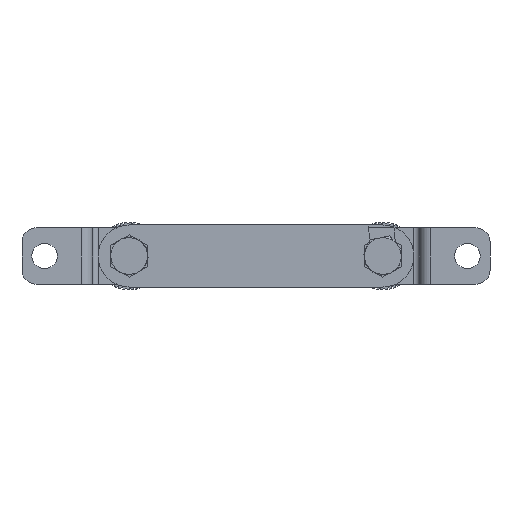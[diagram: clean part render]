
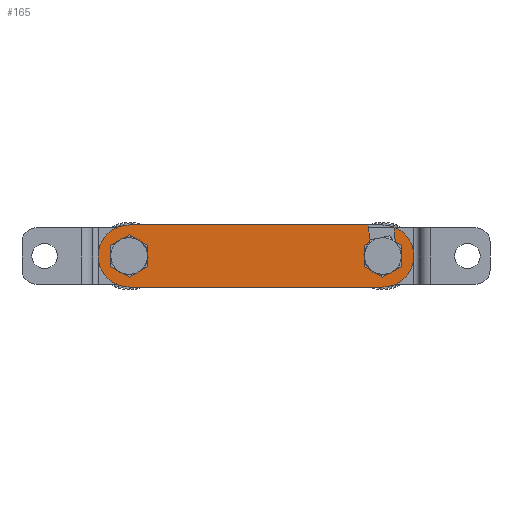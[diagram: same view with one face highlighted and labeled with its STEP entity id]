
A CAD part, front view. The second image highlights one B-rep face of the part: STEP entity #165.
In plain terms, the highlighted planar face has unit normal (0, -1, 0).
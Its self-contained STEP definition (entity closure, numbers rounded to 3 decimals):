
#165=ADVANCED_FACE('',(#859,#860),#861,.T.);
#859=FACE_OUTER_BOUND('',#2254,.T.);
#860=FACE_BOUND('',#2255,.T.);
#861=PLANE('',#2256);
#2254=EDGE_LOOP('',(#3720,#3721,#3722,#3723,#3724,#3725,#3726,#3727,#3728,#3729,#3730,#3731));
#2255=EDGE_LOOP('',(#3732,#3733,#3734,#3735,#3736,#3737));
#2256=AXIS2_PLACEMENT_3D('',#3738,#3739,#3740);
#3720=ORIENTED_EDGE('',*,*,#9130,.F.);
#3721=ORIENTED_EDGE('',*,*,#9131,.F.);
#3722=ORIENTED_EDGE('',*,*,#9132,.F.);
#3723=ORIENTED_EDGE('',*,*,#9133,.F.);
#3724=ORIENTED_EDGE('',*,*,#9134,.F.);
#3725=ORIENTED_EDGE('',*,*,#9135,.F.);
#3726=ORIENTED_EDGE('',*,*,#9136,.F.);
#3727=ORIENTED_EDGE('',*,*,#9107,.F.);
#3728=ORIENTED_EDGE('',*,*,#9103,.F.);
#3729=ORIENTED_EDGE('',*,*,#9122,.F.);
#3730=ORIENTED_EDGE('',*,*,#9118,.F.);
#3731=ORIENTED_EDGE('',*,*,#9137,.F.);
#3732=ORIENTED_EDGE('',*,*,#9138,.F.);
#3733=ORIENTED_EDGE('',*,*,#9139,.F.);
#3734=ORIENTED_EDGE('',*,*,#9140,.F.);
#3735=ORIENTED_EDGE('',*,*,#9141,.F.);
#3736=ORIENTED_EDGE('',*,*,#9142,.F.);
#3737=ORIENTED_EDGE('',*,*,#9143,.F.);
#3738=CARTESIAN_POINT('',(-38.02,-15.538,3.476));
#3739=DIRECTION('',(0.0,-1.0,0.0));
#3740=DIRECTION('',(0.0,0.0,-1.0));
#9103=EDGE_CURVE('',#10823,#10824,#10825,.T.);
#9107=EDGE_CURVE('',#10824,#10831,#10832,.T.);
#9118=EDGE_CURVE('',#10849,#10851,#10852,.T.);
#9122=EDGE_CURVE('',#10851,#10823,#10858,.T.);
#9130=EDGE_CURVE('',#10871,#10872,#10873,.T.);
#9131=EDGE_CURVE('',#10874,#10871,#10875,.T.);
#9132=EDGE_CURVE('',#10876,#10874,#10877,.T.);
#9133=EDGE_CURVE('',#10878,#10876,#10879,.T.);
#9134=EDGE_CURVE('',#10880,#10878,#10881,.T.);
#9135=EDGE_CURVE('',#10882,#10880,#10883,.T.);
#9136=EDGE_CURVE('',#10831,#10882,#10884,.T.);
#9137=EDGE_CURVE('',#10872,#10849,#10885,.T.);
#9138=EDGE_CURVE('',#10886,#10887,#10888,.T.);
#9139=EDGE_CURVE('',#10889,#10886,#10890,.T.);
#9140=EDGE_CURVE('',#10891,#10889,#10892,.T.);
#9141=EDGE_CURVE('',#10893,#10891,#10894,.T.);
#9142=EDGE_CURVE('',#10895,#10893,#10896,.T.);
#9143=EDGE_CURVE('',#10887,#10895,#10897,.T.);
#10823=VERTEX_POINT('',#13590);
#10824=VERTEX_POINT('',#13591);
#10825=CIRCLE('',#13592,11.0);
#10831=VERTEX_POINT('',#13600);
#10832=LINE('',#13601,#13602);
#10849=VERTEX_POINT('',#13628);
#10851=VERTEX_POINT('',#13631);
#10852=CIRCLE('',#13632,11.0);
#10858=LINE('',#13641,#13642);
#10871=VERTEX_POINT('',#13662);
#10872=VERTEX_POINT('',#13663);
#10873=LINE('',#13664,#13665);
#10874=VERTEX_POINT('',#13666);
#10875=LINE('',#13667,#13668);
#10876=VERTEX_POINT('',#13669);
#10877=LINE('',#13670,#13671);
#10878=VERTEX_POINT('',#13672);
#10879=LINE('',#13673,#13674);
#10880=VERTEX_POINT('',#13675);
#10881=LINE('',#13676,#13677);
#10882=VERTEX_POINT('',#13678);
#10883=LINE('',#13679,#13680);
#10884=CIRCLE('',#13681,85.5);
#10885=CIRCLE('',#13682,94.5);
#10886=VERTEX_POINT('',#13683);
#10887=VERTEX_POINT('',#13684);
#10888=LINE('',#13685,#13686);
#10889=VERTEX_POINT('',#13687);
#10890=LINE('',#13688,#13689);
#10891=VERTEX_POINT('',#13690);
#10892=LINE('',#13691,#13692);
#10893=VERTEX_POINT('',#13693);
#10894=LINE('',#13694,#13695);
#10895=VERTEX_POINT('',#13696);
#10896=LINE('',#13697,#13698);
#10897=LINE('',#13699,#13700);
#13590=CARTESIAN_POINT('',(-38.02,-15.538,-7.524));
#13591=CARTESIAN_POINT('',(-38.02,-15.538,14.476));
#13592=AXIS2_PLACEMENT_3D('',#18087,#18088,#18089);
#13600=CARTESIAN_POINT('',(46.77,-15.538,14.476));
#13601=CARTESIAN_POINT('',(51.98,-15.538,14.476));
#13602=VECTOR('',#18095,1000.0);
#13628=CARTESIAN_POINT('',(55.92,-15.538,13.746));
#13631=CARTESIAN_POINT('',(51.98,-15.538,-7.524));
#13632=AXIS2_PLACEMENT_3D('',#18106,#18107,#18108);
#13641=CARTESIAN_POINT('',(-38.02,-15.538,-7.524));
#13642=VECTOR('',#18112,1000.0);
#13662=CARTESIAN_POINT('',(58.48,-15.538,7.229));
#13663=CARTESIAN_POINT('',(56.349,-15.538,8.459));
#13664=CARTESIAN_POINT('',(58.48,-15.538,7.229));
#13665=VECTOR('',#18120,1000.0);
#13666=CARTESIAN_POINT('',(58.48,-15.538,-0.277));
#13667=CARTESIAN_POINT('',(58.48,-15.538,-0.277));
#13668=VECTOR('',#18121,1000.0);
#13669=CARTESIAN_POINT('',(51.98,-15.538,-4.03));
#13670=CARTESIAN_POINT('',(51.98,-15.538,-4.03));
#13671=VECTOR('',#18122,1000.0);
#13672=CARTESIAN_POINT('',(45.48,-15.538,-0.277));
#13673=CARTESIAN_POINT('',(45.48,-15.538,-0.277));
#13674=VECTOR('',#18123,1000.0);
#13675=CARTESIAN_POINT('',(45.48,-15.538,7.229));
#13676=CARTESIAN_POINT('',(45.48,-15.538,7.229));
#13677=VECTOR('',#18124,1000.0);
#13678=CARTESIAN_POINT('',(47.344,-15.538,8.305));
#13679=CARTESIAN_POINT('',(51.98,-15.538,10.982));
#13680=VECTOR('',#18125,1000.0);
#13681=AXIS2_PLACEMENT_3D('',#18126,#18127,#18128);
#13682=AXIS2_PLACEMENT_3D('',#18129,#18130,#18131);
#13683=CARTESIAN_POINT('',(-31.52,-15.538,7.229));
#13684=CARTESIAN_POINT('',(-38.02,-15.538,10.982));
#13685=CARTESIAN_POINT('',(-31.52,-15.538,7.229));
#13686=VECTOR('',#18132,1000.0);
#13687=CARTESIAN_POINT('',(-31.52,-15.538,-0.277));
#13688=CARTESIAN_POINT('',(-31.52,-15.538,-0.277));
#13689=VECTOR('',#18133,1000.0);
#13690=CARTESIAN_POINT('',(-38.02,-15.538,-4.03));
#13691=CARTESIAN_POINT('',(-38.02,-15.538,-4.03));
#13692=VECTOR('',#18134,1000.0);
#13693=CARTESIAN_POINT('',(-44.52,-15.538,-0.277));
#13694=CARTESIAN_POINT('',(-44.52,-15.538,-0.277));
#13695=VECTOR('',#18135,1000.0);
#13696=CARTESIAN_POINT('',(-44.52,-15.538,7.229));
#13697=CARTESIAN_POINT('',(-44.52,-15.538,7.229));
#13698=VECTOR('',#18136,1000.0);
#13699=CARTESIAN_POINT('',(-38.02,-15.538,10.982));
#13700=VECTOR('',#18137,1000.0);
#18087=CARTESIAN_POINT('',(-38.02,-15.538,3.476));
#18088=DIRECTION('',(0.0,1.0,0.0));
#18089=DIRECTION('',(0.0,0.0,-1.0));
#18095=DIRECTION('',(1.0,0.0,0.));
#18106=CARTESIAN_POINT('',(51.98,-15.538,3.476));
#18107=DIRECTION('',(0.0,1.0,0.0));
#18108=DIRECTION('',(0.0,0.0,-1.0));
#18112=DIRECTION('',(-1.0,-0.0,-0.0));
#18120=DIRECTION('',(-0.866,0.0,0.5));
#18121=DIRECTION('',(0.,0.0,1.0));
#18122=DIRECTION('',(0.866,0.0,0.5));
#18123=DIRECTION('',(0.866,0.0,-0.5));
#18124=DIRECTION('',(0.,0.0,-1.0));
#18125=DIRECTION('',(-0.866,0.0,-0.5));
#18126=CARTESIAN_POINT('',(-38.02,-15.538,3.476));
#18127=DIRECTION('',(0.0,1.0,0.0));
#18128=DIRECTION('',(0.0,0.0,-1.0));
#18129=CARTESIAN_POINT('',(-38.02,-15.538,3.476));
#18130=DIRECTION('',(0.0,-1.0,0.0));
#18131=DIRECTION('',(0.0,0.0,-1.0));
#18132=DIRECTION('',(-0.866,0.0,0.5));
#18133=DIRECTION('',(0.,0.0,1.0));
#18134=DIRECTION('',(0.866,0.0,0.5));
#18135=DIRECTION('',(0.866,0.0,-0.5));
#18136=DIRECTION('',(0.,0.0,-1.0));
#18137=DIRECTION('',(-0.866,0.0,-0.5));
